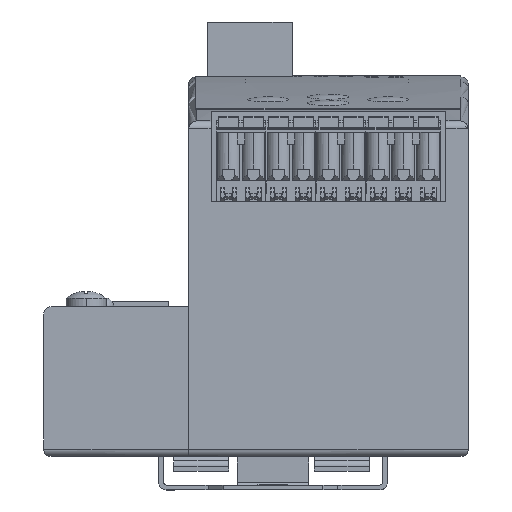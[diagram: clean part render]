
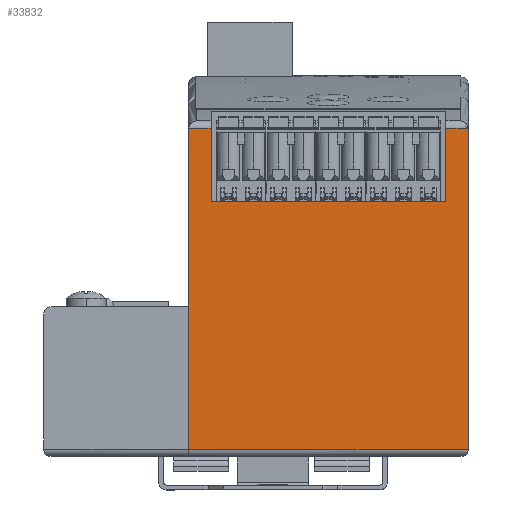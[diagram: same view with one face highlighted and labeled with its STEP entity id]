
A CAD part, front view. The second image highlights one B-rep face of the part: STEP entity #33832.
In plain terms, the highlighted planar face has unit normal (0, -1, 0).
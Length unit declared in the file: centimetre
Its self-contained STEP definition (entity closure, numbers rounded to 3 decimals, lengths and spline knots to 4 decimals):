
#1866=PLANE('',#42353);
#3088=B_SPLINE_CURVE_WITH_KNOTS('',3,(#44495,#44496,#44497,#44498,#44499,
#44500,#44501,#44502,#44503,#44504,#44505,#44506,#44507,#44508,#44509,#44510,
#44511,#44512,#44513,#44514,#44515,#44516,#44517,#44518,#44519,#44520,#44521,
#44522,#44523,#44524,#44525,#44526,#44527,#44528),.UNSPECIFIED.,.T.,.U.,
(4,2,2,2,2,2,2,2,2,2,2,2,2,2,2,2,4),(0.,0.0553,0.111,
0.167,0.2234,0.2798,0.3358,
0.3915,0.4468,0.5022,0.5578,
0.6139,0.6702,0.7266,0.7827,
0.8383,0.8937),.UNSPECIFIED.);
#3091=B_SPLINE_CURVE_WITH_KNOTS('',3,(#44573,#44574,#44575,#44576,#44577,
#44578,#44579,#44580,#44581,#44582,#44583,#44584,#44585,#44586,#44587,#44588,
#44589,#44590,#44591,#44592,#44593,#44594,#44595,#44596,#44597,#44598,#44599,
#44600,#44601,#44602,#44603,#44604,#44605,#44606),.UNSPECIFIED.,.T.,.U.,
(4,2,2,2,2,2,2,2,2,2,2,2,2,2,2,2,4),(0.,0.0553,0.111,
0.167,0.2234,0.2798,0.3358,0.3915,
0.4468,0.5022,0.5578,0.6139,
0.6702,0.7266,0.7827,0.8383,0.8937),
 .UNSPECIFIED.);
#3719=VECTOR('',#35718,1.);
#3722=VECTOR('',#35727,1.);
#3727=VECTOR('',#35745,1.);
#3730=VECTOR('',#35751,1.);
#3734=VECTOR('',#35760,1.);
#3735=VECTOR('',#35761,1.);
#3736=VECTOR('',#35762,1.);
#3737=VECTOR('',#35763,1.);
#7277=LINE('',#44547,#3719);
#7280=LINE('',#44555,#3722);
#7285=LINE('',#44620,#3727);
#7288=LINE('',#44625,#3730);
#7292=LINE('',#44636,#3734);
#7293=LINE('',#44637,#3735);
#7294=LINE('',#44638,#3736);
#7295=LINE('',#44640,#3737);
#11088=VERTEX_POINT('',#44494);
#11089=VERTEX_POINT('',#44529);
#11090=VERTEX_POINT('',#44544);
#11093=VERTEX_POINT('',#44554);
#11094=VERTEX_POINT('',#44556);
#11096=VERTEX_POINT('',#44607);
#11097=VERTEX_POINT('',#44614);
#11100=VERTEX_POINT('',#44619);
#11101=VERTEX_POINT('',#44626);
#11104=VERTEX_POINT('',#44639);
#14903=EDGE_CURVE('',#11088,#11089,#3088,.T.);
#14907=EDGE_CURVE('',#11089,#11090,#7277,.T.);
#14911=EDGE_CURVE('',#11093,#11094,#7280,.T.);
#14915=EDGE_CURVE('',#11094,#11096,#3091,.T.);
#14922=EDGE_CURVE('',#11100,#11097,#7285,.T.);
#14925=EDGE_CURVE('',#11101,#11090,#7288,.T.);
#14931=EDGE_CURVE('',#11088,#11097,#7292,.T.);
#14932=EDGE_CURVE('',#11100,#11096,#7293,.T.);
#14933=EDGE_CURVE('',#11093,#11104,#7294,.T.);
#14934=EDGE_CURVE('',#11104,#11101,#7295,.T.);
#19897=ORIENTED_EDGE('',*,*,#14907,.F.);
#19898=ORIENTED_EDGE('',*,*,#14903,.F.);
#19899=ORIENTED_EDGE('',*,*,#14931,.T.);
#19900=ORIENTED_EDGE('',*,*,#14922,.F.);
#19901=ORIENTED_EDGE('',*,*,#14932,.T.);
#19902=ORIENTED_EDGE('',*,*,#14915,.F.);
#19903=ORIENTED_EDGE('',*,*,#14911,.F.);
#19904=ORIENTED_EDGE('',*,*,#14933,.T.);
#19905=ORIENTED_EDGE('',*,*,#14934,.T.);
#19906=ORIENTED_EDGE('',*,*,#14925,.T.);
#29748=EDGE_LOOP('',(#19897,#19898,#19899,#19900,#19901,#19902,#19903,#19904,
#19905,#19906));
#31790=FACE_BOUND('',#29748,.T.);
#33832=ADVANCED_FACE('',(#31790),#1866,.T.);
#35718=DIRECTION('',(1.,0.,0.));
#35727=DIRECTION('',(1.,0.,0.));
#35745=DIRECTION('',(-1.,0.,0.));
#35751=DIRECTION('',(0.,0.,1.));
#35759=DIRECTION('',(0.,-1.,0.));
#35760=DIRECTION('',(0.,0.,-1.));
#35761=DIRECTION('',(0.,0.,1.));
#35762=DIRECTION('',(0.,0.,-1.));
#35763=DIRECTION('',(-1.,0.,0.));
#42353=AXIS2_PLACEMENT_3D('',#44635,#35759,$);
#44494=CARTESIAN_POINT('',(-2.8,-6.05,6.5483));
#44495=CARTESIAN_POINT('',(-2.65,-6.05,6.7));
#44496=CARTESIAN_POINT('',(-2.6316,-6.05,6.7));
#44497=CARTESIAN_POINT('',(-2.6099,-6.05,6.6956));
#44498=CARTESIAN_POINT('',(-2.5757,-6.05,6.6814));
#44499=CARTESIAN_POINT('',(-2.5572,-6.05,6.669));
#44500=CARTESIAN_POINT('',(-2.531,-6.05,6.6425));
#44501=CARTESIAN_POINT('',(-2.5186,-6.05,6.6239));
#44502=CARTESIAN_POINT('',(-2.5044,-6.05,6.5892));
#44503=CARTESIAN_POINT('',(-2.5,-6.05,6.5671));
#44504=CARTESIAN_POINT('',(-2.5,-6.05,6.5295));
#44505=CARTESIAN_POINT('',(-2.5044,-6.05,6.5074));
#44506=CARTESIAN_POINT('',(-2.5186,-6.05,6.4727));
#44507=CARTESIAN_POINT('',(-2.531,-6.05,6.454));
#44508=CARTESIAN_POINT('',(-2.5572,-6.05,6.4276));
#44509=CARTESIAN_POINT('',(-2.5757,-6.05,6.4152));
#44510=CARTESIAN_POINT('',(-2.6099,-6.05,6.4009));
#44511=CARTESIAN_POINT('',(-2.6316,-6.05,6.3966));
#44512=CARTESIAN_POINT('',(-2.6684,-6.05,6.3966));
#44513=CARTESIAN_POINT('',(-2.6901,-6.05,6.4009));
#44514=CARTESIAN_POINT('',(-2.7243,-6.05,6.4152));
#44515=CARTESIAN_POINT('',(-2.7428,-6.05,6.4276));
#44516=CARTESIAN_POINT('',(-2.769,-6.05,6.454));
#44517=CARTESIAN_POINT('',(-2.7814,-6.05,6.4727));
#44518=CARTESIAN_POINT('',(-2.7956,-6.05,6.5074));
#44519=CARTESIAN_POINT('',(-2.8,-6.05,6.5295));
#44520=CARTESIAN_POINT('',(-2.8,-6.05,6.5671));
#44521=CARTESIAN_POINT('',(-2.7956,-6.05,6.5892));
#44522=CARTESIAN_POINT('',(-2.7814,-6.05,6.6239));
#44523=CARTESIAN_POINT('',(-2.769,-6.05,6.6425));
#44524=CARTESIAN_POINT('',(-2.7428,-6.05,6.669));
#44525=CARTESIAN_POINT('',(-2.7243,-6.05,6.6814));
#44526=CARTESIAN_POINT('',(-2.6901,-6.05,6.6956));
#44527=CARTESIAN_POINT('',(-2.6684,-6.05,6.7));
#44528=CARTESIAN_POINT('',(-2.65,-6.05,6.7));
#44529=CARTESIAN_POINT('',(-2.7983,-6.05,6.5709));
#44544=CARTESIAN_POINT('',(-2.35,-6.05,6.5709));
#44547=CARTESIAN_POINT('',(-2.8,-6.05,6.5709));
#44554=CARTESIAN_POINT('',(2.35,-6.05,6.5709));
#44555=CARTESIAN_POINT('',(-2.8,-6.05,6.5709));
#44556=CARTESIAN_POINT('',(2.7983,-6.05,6.5709));
#44573=CARTESIAN_POINT('',(2.65,-6.05,6.7));
#44574=CARTESIAN_POINT('',(2.6684,-6.05,6.7));
#44575=CARTESIAN_POINT('',(2.6901,-6.05,6.6956));
#44576=CARTESIAN_POINT('',(2.7243,-6.05,6.6814));
#44577=CARTESIAN_POINT('',(2.7428,-6.05,6.669));
#44578=CARTESIAN_POINT('',(2.769,-6.05,6.6425));
#44579=CARTESIAN_POINT('',(2.7814,-6.05,6.6239));
#44580=CARTESIAN_POINT('',(2.7956,-6.05,6.5892));
#44581=CARTESIAN_POINT('',(2.8,-6.05,6.5671));
#44582=CARTESIAN_POINT('',(2.8,-6.05,6.5295));
#44583=CARTESIAN_POINT('',(2.7956,-6.05,6.5074));
#44584=CARTESIAN_POINT('',(2.7814,-6.05,6.4727));
#44585=CARTESIAN_POINT('',(2.769,-6.05,6.454));
#44586=CARTESIAN_POINT('',(2.7428,-6.05,6.4276));
#44587=CARTESIAN_POINT('',(2.7243,-6.05,6.4152));
#44588=CARTESIAN_POINT('',(2.6901,-6.05,6.4009));
#44589=CARTESIAN_POINT('',(2.6684,-6.05,6.3966));
#44590=CARTESIAN_POINT('',(2.6316,-6.05,6.3966));
#44591=CARTESIAN_POINT('',(2.6099,-6.05,6.4009));
#44592=CARTESIAN_POINT('',(2.5757,-6.05,6.4152));
#44593=CARTESIAN_POINT('',(2.5572,-6.05,6.4276));
#44594=CARTESIAN_POINT('',(2.531,-6.05,6.454));
#44595=CARTESIAN_POINT('',(2.5186,-6.05,6.4727));
#44596=CARTESIAN_POINT('',(2.5044,-6.05,6.5074));
#44597=CARTESIAN_POINT('',(2.5,-6.05,6.5295));
#44598=CARTESIAN_POINT('',(2.5,-6.05,6.5671));
#44599=CARTESIAN_POINT('',(2.5044,-6.05,6.5892));
#44600=CARTESIAN_POINT('',(2.5186,-6.05,6.6239));
#44601=CARTESIAN_POINT('',(2.531,-6.05,6.6425));
#44602=CARTESIAN_POINT('',(2.5572,-6.05,6.669));
#44603=CARTESIAN_POINT('',(2.5757,-6.05,6.6814));
#44604=CARTESIAN_POINT('',(2.6099,-6.05,6.6956));
#44605=CARTESIAN_POINT('',(2.6316,-6.05,6.7));
#44606=CARTESIAN_POINT('',(2.65,-6.05,6.7));
#44607=CARTESIAN_POINT('',(2.8,-6.05,6.5483));
#44614=CARTESIAN_POINT('',(-2.8,-6.05,0.15));
#44619=CARTESIAN_POINT('',(2.8,-6.05,0.15));
#44620=CARTESIAN_POINT('',(-2.8,-6.05,0.15));
#44625=CARTESIAN_POINT('',(-2.35,-6.05,6.175));
#44626=CARTESIAN_POINT('',(-2.35,-6.05,5.1));
#44635=CARTESIAN_POINT('',(-2.8,-6.05,3.35));
#44636=CARTESIAN_POINT('',(-2.8,-6.05,6.7));
#44637=CARTESIAN_POINT('',(2.8,-6.05,6.7));
#44638=CARTESIAN_POINT('',(2.35,-6.05,6.175));
#44639=CARTESIAN_POINT('',(2.35,-6.05,5.1));
#44640=CARTESIAN_POINT('',(-1.4,-6.05,5.1));
